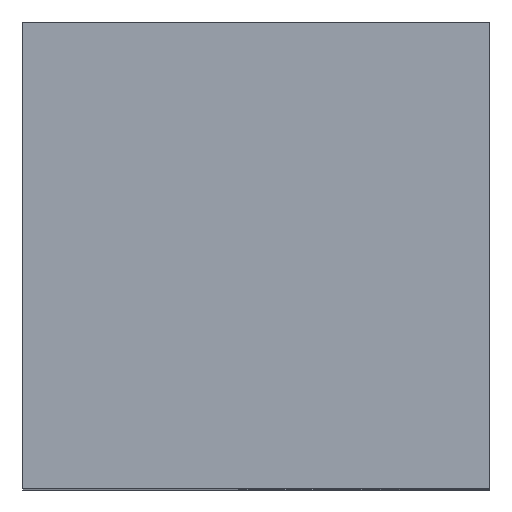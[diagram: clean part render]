
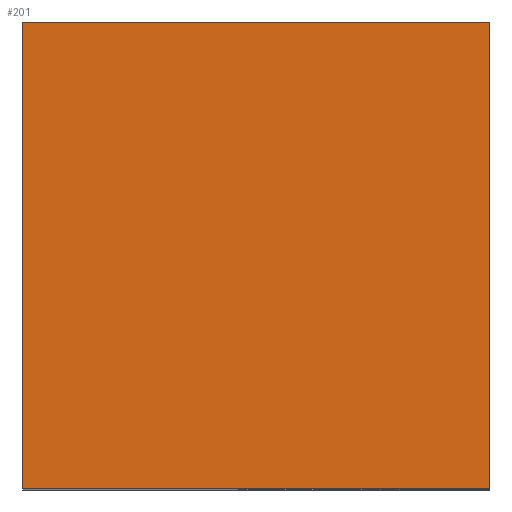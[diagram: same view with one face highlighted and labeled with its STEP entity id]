
A CAD part, top view. The second image highlights one B-rep face of the part: STEP entity #201.
In plain terms, the highlighted planar face has unit normal (0, 0, 1).
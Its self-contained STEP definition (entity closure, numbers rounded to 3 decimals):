
#10 = FACE_OUTER_BOUND ( 'NONE', #111, .T. ) ;
#47 = LINE ( 'NONE', #132, #660 ) ;
#111 = EDGE_LOOP ( 'NONE', ( #212, #283, #204, #613 ) ) ;
#132 = CARTESIAN_POINT ( 'NONE',  ( 0., -15., 20. ) ) ;
#175 = VERTEX_POINT ( 'NONE', #1003 ) ;
#201 = ADVANCED_FACE ( 'NONE', ( #10 ), #1085, .T. ) ;
#204 = ORIENTED_EDGE ( 'NONE', *, *, #531, .F. ) ;
#212 = ORIENTED_EDGE ( 'NONE', *, *, #1092, .T. ) ;
#244 = CARTESIAN_POINT ( 'NONE',  ( 30., 15., 20. ) ) ;
#272 = AXIS2_PLACEMENT_3D ( 'NONE', #410, #908, #591 ) ;
#283 = ORIENTED_EDGE ( 'NONE', *, *, #584, .T. ) ;
#294 = DIRECTION ( 'NONE',  ( 0., -1., 0. ) ) ;
#297 = VERTEX_POINT ( 'NONE', #244 ) ;
#315 = CARTESIAN_POINT ( 'NONE',  ( 30., 15., 20. ) ) ;
#410 = CARTESIAN_POINT ( 'NONE',  ( 0., 15., 20. ) ) ;
#413 = LINE ( 'NONE', #684, #450 ) ;
#450 = VECTOR ( 'NONE', #677, 1000. ) ;
#531 = EDGE_CURVE ( 'NONE', #297, #175, #1214, .T. ) ;
#570 = LINE ( 'NONE', #1153, #1101 ) ;
#584 = EDGE_CURVE ( 'NONE', #871, #175, #47, .T. ) ;
#587 = VERTEX_POINT ( 'NONE', #821 ) ;
#591 = DIRECTION ( 'NONE',  ( 0., -1., 0. ) ) ;
#613 = ORIENTED_EDGE ( 'NONE', *, *, #954, .F. ) ;
#660 = VECTOR ( 'NONE', #1122, 1000. ) ;
#677 = DIRECTION ( 'NONE',  ( 1., 0., 0. ) ) ;
#684 = CARTESIAN_POINT ( 'NONE',  ( 0., 15., 20. ) ) ;
#691 = CARTESIAN_POINT ( 'NONE',  ( 0., -15., 20. ) ) ;
#720 = VECTOR ( 'NONE', #1105, 1000. ) ;
#821 = CARTESIAN_POINT ( 'NONE',  ( 0., 15., 20. ) ) ;
#871 = VERTEX_POINT ( 'NONE', #691 ) ;
#908 = DIRECTION ( 'NONE',  ( 0., 0., 1. ) ) ;
#954 = EDGE_CURVE ( 'NONE', #587, #297, #413, .T. ) ;
#1003 = CARTESIAN_POINT ( 'NONE',  ( 30., -15., 20. ) ) ;
#1085 = PLANE ( 'NONE',  #272 ) ;
#1092 = EDGE_CURVE ( 'NONE', #587, #871, #570, .T. ) ;
#1101 = VECTOR ( 'NONE', #294, 1000. ) ;
#1105 = DIRECTION ( 'NONE',  ( 0., -1., 0. ) ) ;
#1122 = DIRECTION ( 'NONE',  ( 1., 0., 0. ) ) ;
#1153 = CARTESIAN_POINT ( 'NONE',  ( 0., 15., 20. ) ) ;
#1214 = LINE ( 'NONE', #315, #720 ) ;
